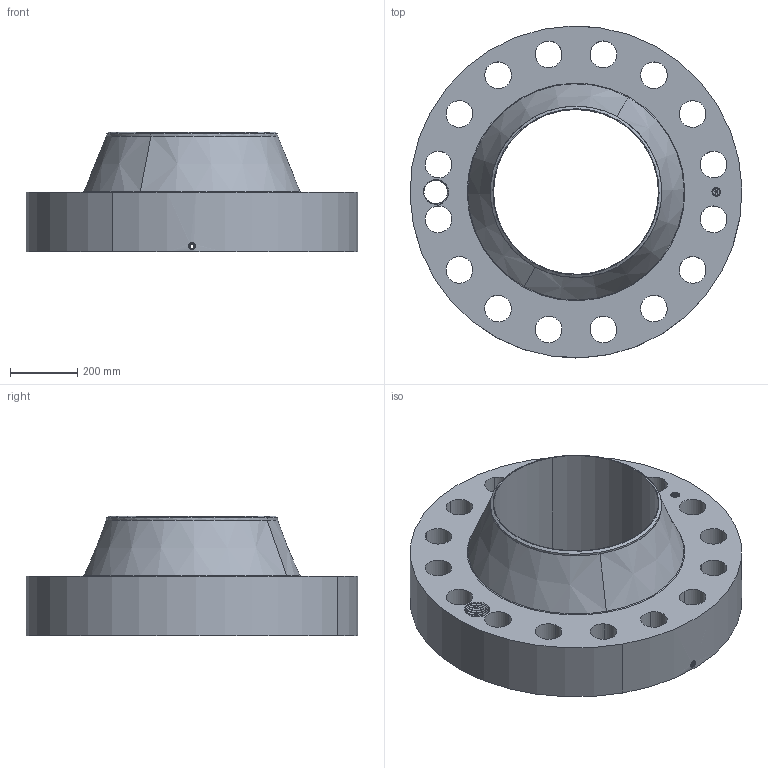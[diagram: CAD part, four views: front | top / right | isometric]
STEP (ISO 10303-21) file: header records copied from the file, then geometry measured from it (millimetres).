
FILE_DESCRIPTION(('3D STEP'),'2;1');
FILE_NAME('20-1500-FF-WELD-NECK-STD-ORIF-FLANGE.stp','2013-11-03T19:52:28+00:00',('Texas Flange'),(''),'CATIA Version 5 Release 20 SP 6 (IN-10)','CATIA V5 STEP AP214','800-826-3801');
FILE_SCHEMA(('AUTOMOTIVE_DESIGN { 1 0 10303 214 1 1 1 1 }'));
Length unit declared in the file: inch
Products named in the file (1): 20-1500-FF-WELD-NECK-STD-ORIF-FLANGE
Bounding box: 983.98 x 984.25 x 355.6 mm (x, y, z)
Volume: 99274099.4 mm3; surface area: 3078232.2 mm2
Topology: 1 solids, 1 shells, 860 faces, 2337 edges, 1497 vertices
Faces by surface type: plane 368, bspline 304, cylinder 134, cone 48, revolution 4, torus 2
Entity records: 37273 total; most frequent: CARTESIAN_POINT 16466, ORIENTED_EDGE 4674, EDGE_CURVE 2337, DIRECTION 2145, VERTEX_POINT 1497, VECTOR 1221, LINE 1221, B_SPLINE_CURVE_WITH_KNOTS 978
